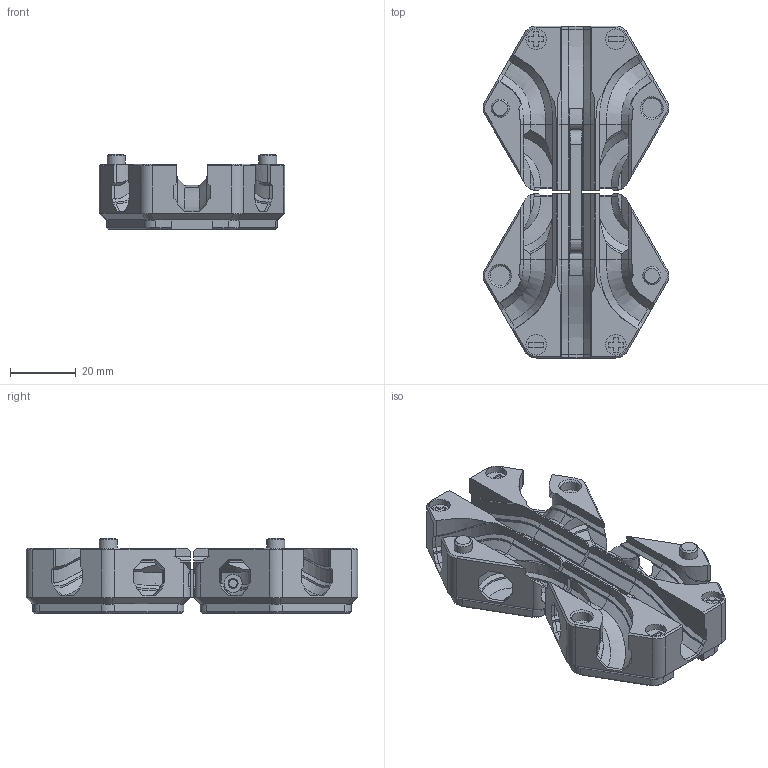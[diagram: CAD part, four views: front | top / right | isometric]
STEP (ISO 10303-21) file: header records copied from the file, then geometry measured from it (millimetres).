
FILE_DESCRIPTION(/* description */ (''),/* implementation_level */ '2;1');
FILE_NAME(/* name */ 'Quintuple Lane.step',/* time_stamp */ '2025-05-26T22:08:11-07:00',/* author */ (''),/* organization */ (''),/* preprocessor_version */ 'ST-DEVELOPER v20.1',/* originating_system */ 'Autodesk Translation Framework v14.10.0.0',/* authorisation */ '');
FILE_SCHEMA (('AUTOMOTIVE_DESIGN { 1 0 10303 214 3 1 1 }'));
Length unit declared in the file: millimetre
Products named in the file (3): Quintuple Lane Tile; Link; Quintuple Lane
Assembly tree (3 placements, depth 2):
  Quintuple Lane Tile
    Quintuple Lane  x2
    Link
Bounding box: 56.5 x 101 x 23 mm (x, y, z)
Volume: 51165.1 mm3; surface area: 21871.6 mm2
Topology: 3 solids, 3 shells, 1044 faces, 2718 edges, 1732 vertices
Faces by surface type: plane 546, bspline 416, cylinder 58, cone 24
Full cylindrical faces by diameter (mm): 2.5 x2, 3 x2, 5.5 x4, 6 x2, 6.25 x4
Entity records: 21228 total; most frequent: CARTESIAN_POINT 9741, ORIENTED_EDGE 2754, DIRECTION 1613, EDGE_CURVE 1377, VERTEX_POINT 878, LINE 787, VECTOR 787, EDGE_LOOP 565
